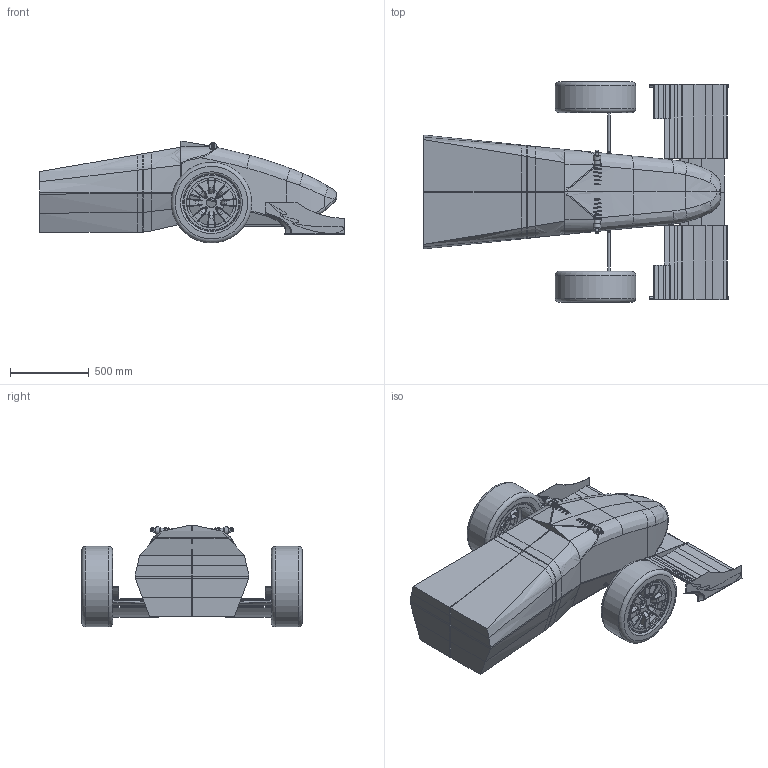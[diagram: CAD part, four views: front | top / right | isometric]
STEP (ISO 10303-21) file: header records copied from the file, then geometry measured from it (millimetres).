
FILE_DESCRIPTION(/* description */ ('CATIA V5 STEP Exchange'),/* implementation_level */ '2;1');
FILE_NAME(/* name */ '2018 radiator analysis.stp',/* time_stamp */ '2018-02-26T13:19:33+09:00',/* author */ ('ku_sk'),/* organization */ ('none'),/* preprocessor_version */ 'ST-DEVELOPER v17',/* originating_system */ 'Autodesk Inventor 2018',/* authorisation */ 'none');
FILE_SCHEMA (('AUTOMOTIVE_DESIGN { 1 0 10303 214 3 1 1 }'));
Products named in the file (51): 2018 radiator analysis; AssyTsutsui2018; 2015Wheel watanabe; Symmetry of DamperAssy 155; Symmetry of VISIONSHOCK_155; Symmetry of Spring; Symmetry of PHS 8EC.5; Symmetry of PHS_8ECBody; Symmetry of PHS_8ECBall; TieRodAssy; TieRodPipe; SRodEnd1.0Assy; RodEnd1.0; JIS B 1181 NUT M8 STEEL GRADE C HEXAGON; POS 8EC.1; POS_8ECBody; POS_8ECBall; SidePanel_Upper; aaa; Fr.wing; endplate; mainflap; subflap; subflap2; bracket; mainflapcenter; AssyTsutsui20181; 2015Wheel watanabe1; Symmetry of DamperAssy 1551; Symmetry of VISIONSHOCK_1551; Symmetry of Spring1; Symmetry of PHS 8EC.51; Symmetry of PHS_8ECBody1; Symmetry of PHS_8ECBall1; TieRodAssy1; TieRodPipe1; SRodEnd1.0Assy1; RodEnd1.01; JIS B 1181 NUT M8 STEEL GRADE C HEXAGON1; POS 8EC.11 ...
Assembly tree (52 placements, depth 6):
  2018 radiator analysis
    AssyTsutsui2018
      2015Wheel watanabe
      Symmetry of DamperAssy 155
        Symmetry of VISIONSHOCK_155
        Symmetry of Spring
        Symmetry of PHS 8EC.5
          Symmetry of PHS_8ECBody
          Symmetry of PHS_8ECBall
      TieRodAssy
        TieRodPipe
        SRodEnd1.0Assy  x2
          RodEnd1.0
          JIS B 1181 NUT M8 STEEL GRADE C HEXAGON
          POS 8EC.1
            POS_8ECBody
            POS_8ECBall
    SidePanel_Upper
    aaa
    Fr.wing
      endplate
      mainflap
      subflap
      subflap2
      bracket
      mainflapcenter
    AssyTsutsui20181
      2015Wheel watanabe1
      Symmetry of DamperAssy 1551
        Symmetry of VISIONSHOCK_1551
        Symmetry of Spring1
        Symmetry of PHS 8EC.51
          Symmetry of PHS_8ECBody1
          Symmetry of PHS_8ECBall1
      TieRodAssy1
        TieRodPipe1
        SRodEnd1.0Assy1  x2
          RodEnd1.01
          JIS B 1181 NUT M8 STEEL GRADE C HEXAGON1
          POS 8EC.11
            POS_8ECBody1
            POS_8ECBall1
    SidePanel_Upper1
    aaa1
    Fr.wing1
      endplate1
      mainflap1
      subflap1
      subflap21
      bracket1
      mainflapcenter1
Bounding box: 1930.38 x 1394 x 644.99 mm (x, y, z)
Volume: 427602325.1 mm3; surface area: 10943845.1 mm2
Topology: 46 solids, 46 shells, 1222 faces, 3132 edges, 2052 vertices
Faces by surface type: plane 476, cylinder 398, bspline 190, torus 102, cone 36, sphere 20
Full cylindrical faces by diameter (mm): 2 x2, 6.647 x10, 8 x12, 9.5 x2, 12 x4, 12.5 x10, 13.8 x4, 13.9 x2, 15.9 x2, 16 x4, 18 x4, 38 x4, 47 x2, 53 x2, 54.2 x2, 60 x2, 291 x2, 315 x2, 316 x2, 329 x4, 340 x4, 347 x2, 363 x8, 381.6 x4, 491.4 x2, 510 x2
Entity records: 59379 total; most frequent: CARTESIAN_POINT 30335, DIRECTION 5806, ORIENTED_EDGE 5780, EDGE_CURVE 2890, AXIS2_PLACEMENT_3D 2319, VERTEX_POINT 1882, EDGE_LOOP 1268, CIRCLE 1218
